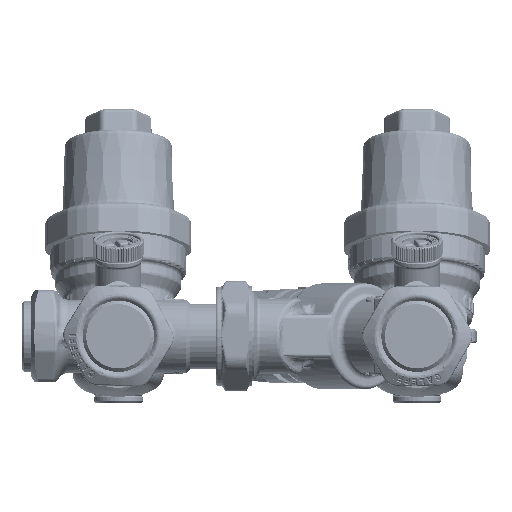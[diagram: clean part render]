
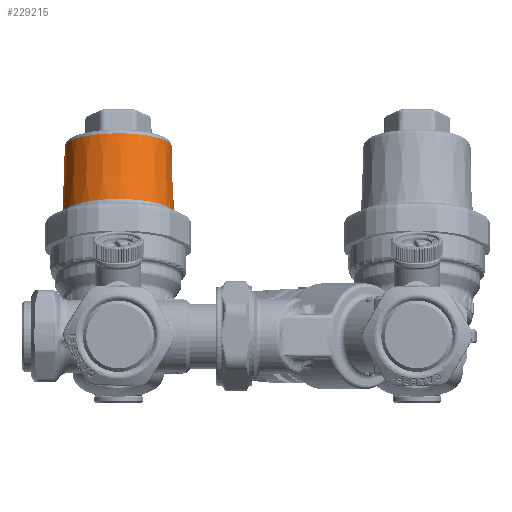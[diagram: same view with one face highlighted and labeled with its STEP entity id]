
A CAD part, left-side view. The second image highlights one B-rep face of the part: STEP entity #229215.
In plain terms, the highlighted conical face has half-angle 2 degrees and reference radius 19.677 mm.
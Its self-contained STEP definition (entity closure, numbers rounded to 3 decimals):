
#229144=CARTESIAN_POINT('Vertex',(144.852,-17.303,67.195)) ;
#229151=CARTESIAN_POINT('Vertex',(152.378,9.512,65.179)) ;
#229154=CARTESIAN_POINT('Axis2P3D Location',(135.665,0.,69.657)) ;
#229185=CARTESIAN_POINT('Axis2P3D Location',(136.164,0.,71.521)) ;
#229190=CARTESIAN_POINT('Line Origine',(141.827,-17.684,55.096)) ;
#229194=CARTESIAN_POINT('Vertex',(138.727,-18.075,42.694)) ;
#229197=CARTESIAN_POINT('Line Origine',(149.519,9.722,53.035)) ;
#229201=CARTESIAN_POINT('Vertex',(146.588,9.937,40.588)) ;
#229204=CARTESIAN_POINT('Axis2P3D Location',(129.129,0.,45.266)) ;
#229192=VECTOR('Line Direction',#229191,1.) ;
#229199=VECTOR('Line Direction',#229198,1.) ;
#229155=DIRECTION('Axis2P3D Direction',(0.259,0.,0.966)) ;
#229186=DIRECTION('Axis2P3D Direction',(-0.259,0.,-0.966)) ;
#229187=DIRECTION('Axis2P3D XDirection',(0.846,0.482,-0.227)) ;
#229191=DIRECTION('Vector Direction',(-0.242,-0.031,-0.97)) ;
#229198=DIRECTION('Vector Direction',(-0.229,0.017,-0.973)) ;
#229205=DIRECTION('Axis2P3D Direction',(-0.259,0.,-0.966)) ;
#229156=AXIS2_PLACEMENT_3D('Circle Axis2P3D',#229154,#229155,$) ;
#229188=AXIS2_PLACEMENT_3D('Cone Axis2P3D',#229185,#229186,#229187) ;
#229206=AXIS2_PLACEMENT_3D('Circle Axis2P3D',#229204,#229205,$) ;
#229193=LINE('Line',#229190,#229192) ;
#229200=LINE('Line',#229197,#229199) ;
#229157=CIRCLE('generated circle',#229156,19.745) ;
#229207=CIRCLE('generated circle',#229206,20.627) ;
#229189=CONICAL_SURFACE('Cone',#229188,19.677,0.035) ;
#229158=EDGE_CURVE('',#229145,#229152,#229157,.F.) ;
#229196=EDGE_CURVE('',#229145,#229195,#229193,.T.) ;
#229203=EDGE_CURVE('',#229152,#229202,#229200,.T.) ;
#229208=EDGE_CURVE('',#229202,#229195,#229207,.F.) ;
#229210=ORIENTED_EDGE('',*,*,#229196,.F.) ;
#229211=ORIENTED_EDGE('',*,*,#229158,.T.) ;
#229212=ORIENTED_EDGE('',*,*,#229203,.T.) ;
#229213=ORIENTED_EDGE('',*,*,#229208,.T.) ;
#229209=EDGE_LOOP('',(#229210,#229211,#229212,#229213)) ;
#229145=VERTEX_POINT('',#229144) ;
#229152=VERTEX_POINT('',#229151) ;
#229195=VERTEX_POINT('',#229194) ;
#229202=VERTEX_POINT('',#229201) ;
#229215=ADVANCED_FACE('PartBody',(#229214),#229189,.T.) ;
#229214=FACE_OUTER_BOUND('',#229209,.T.) ;
